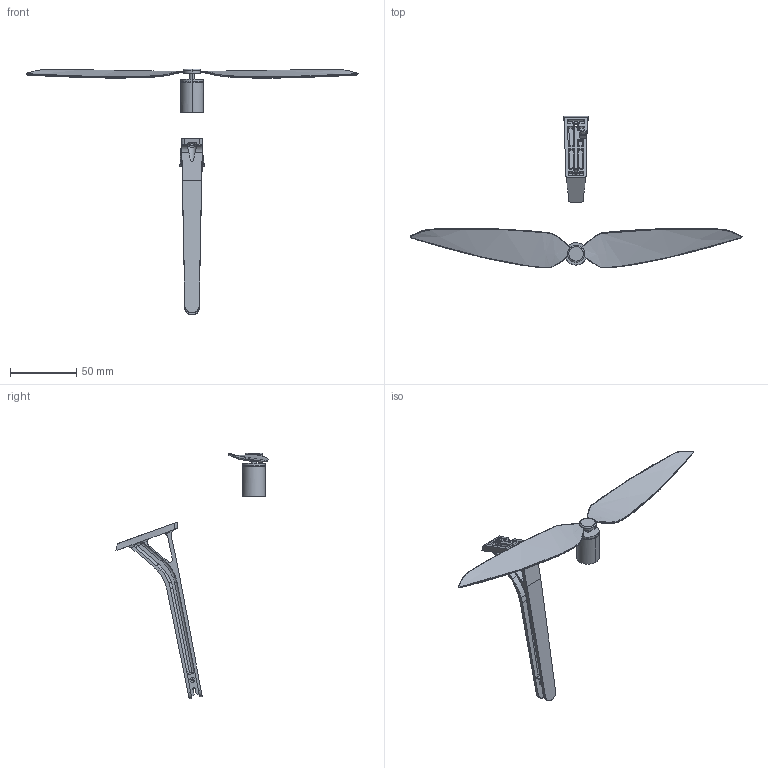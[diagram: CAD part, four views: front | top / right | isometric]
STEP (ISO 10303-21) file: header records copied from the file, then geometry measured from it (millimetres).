
FILE_DESCRIPTION (( 'STEP AP214' ), '1' );
FILE_NAME ('SoloCADPropR.STEP', '2022-12-29T14:47:47', ( '' ), ( '' ), 'SwSTEP 2.0', 'SolidWorks 2019', '' );
FILE_SCHEMA (( 'AUTOMOTIVE_DESIGN' ));
Length unit declared in the file: millimetre
Products named in the file (3): 3DR-Solo-Leg-Rev-B; SoloCADPropR; prop
Assembly tree (2 placements, depth 2):
  SoloCADPropR
    prop
    3DR-Solo-Leg-Rev-B
Bounding box: 250.4 x 114.64 x 185.38 mm (x, y, z)
Volume: 23488.2 mm3; surface area: 24268 mm2
Topology: 4 solids, 4 shells, 380 faces, 951 edges, 560 vertices
Faces by surface type: cylinder 136, plane 108, bspline 74, sphere 42, torus 18, cone 2
Entity records: 19377 total; most frequent: CARTESIAN_POINT 10496, ORIENTED_EDGE 1832, DIRECTION 1547, EDGE_CURVE 916, AXIS2_PLACEMENT_3D 582, VERTEX_POINT 553, EDGE_LOOP 397, LINE 383
